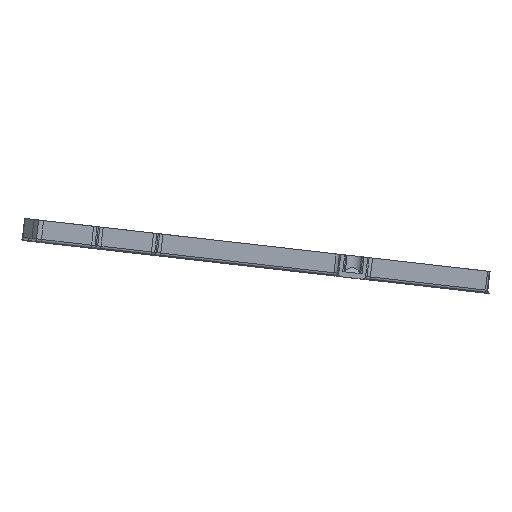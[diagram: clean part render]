
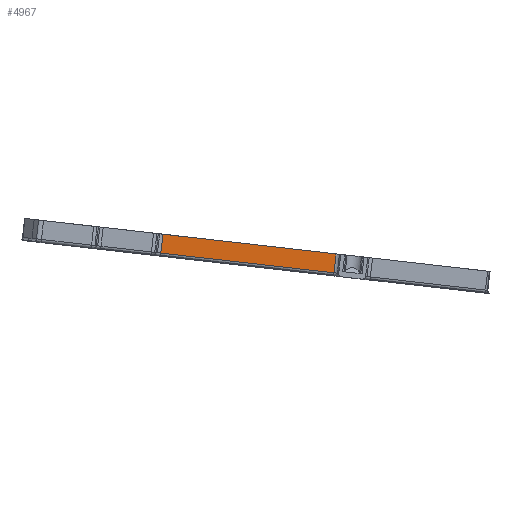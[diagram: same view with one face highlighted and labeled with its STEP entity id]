
A CAD part, front view. The second image highlights one B-rep face of the part: STEP entity #4967.
In plain terms, the highlighted planar face has unit normal (0, -1, 0).
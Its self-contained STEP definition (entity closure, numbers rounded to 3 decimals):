
#338=VECTOR('',#6017,1.);
#523=VECTOR('',#6811,1.);
#540=VECTOR('',#6889,1.);
#541=VECTOR('',#6891,1.);
#672=LINE('',#7751,#338);
#857=LINE('',#9573,#523);
#874=LINE('',#9657,#540);
#875=LINE('',#9659,#541);
#965=PLANE('',#5569);
#1487=VERTEX_POINT('',#7750);
#1488=VERTEX_POINT('',#7752);
#1766=VERTEX_POINT('',#9560);
#1769=VERTEX_POINT('',#9569);
#2045=EDGE_CURVE('',#1488,#1487,#672,.T.);
#2499=EDGE_CURVE('',#1766,#1769,#857,.T.);
#2537=EDGE_CURVE('',#1769,#1487,#874,.T.);
#2538=EDGE_CURVE('',#1488,#1766,#875,.T.);
#3598=ORIENTED_EDGE('',*,*,#2499,.F.);
#3599=ORIENTED_EDGE('',*,*,#2538,.F.);
#3600=ORIENTED_EDGE('',*,*,#2045,.T.);
#3601=ORIENTED_EDGE('',*,*,#2537,.F.);
#4357=EDGE_LOOP('',(#3598,#3599,#3600,#3601));
#4670=FACE_BOUND('',#4357,.T.);
#4967=ADVANCED_FACE('',(#4670),#965,.T.);
#5569=AXIS2_PLACEMENT_3D('',#9658,#6890,$);
#6017=DIRECTION('',(-0.994,0.,0.113));
#6811=DIRECTION('',(-0.994,0.,0.113));
#6889=DIRECTION('',(0.113,0.,0.994));
#6890=DIRECTION('',(0.,-1.,0.));
#6891=DIRECTION('',(-0.113,0.,-0.994));
#7750=CARTESIAN_POINT('',(115.482,89.748,20.288));
#7751=CARTESIAN_POINT('',(170.228,89.748,14.05));
#7752=CARTESIAN_POINT('',(170.228,89.748,14.05));
#9560=CARTESIAN_POINT('',(169.549,89.748,8.089));
#9569=CARTESIAN_POINT('',(114.803,89.748,14.326));
#9573=CARTESIAN_POINT('',(169.549,89.748,8.089));
#9657=CARTESIAN_POINT('',(114.803,89.748,14.326));
#9658=CARTESIAN_POINT('',(171.718,89.748,13.88));
#9659=CARTESIAN_POINT('',(170.228,89.748,14.05));
